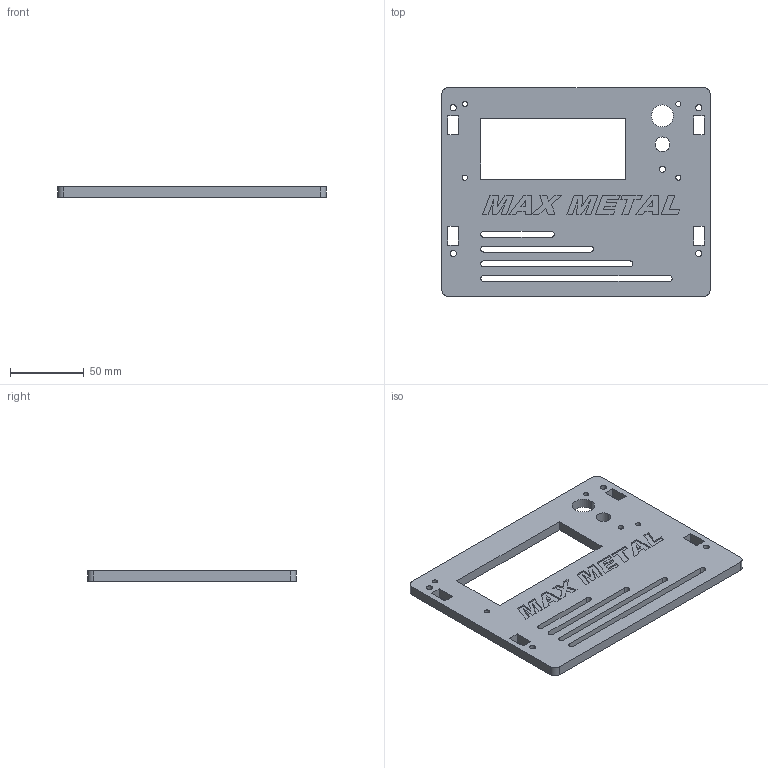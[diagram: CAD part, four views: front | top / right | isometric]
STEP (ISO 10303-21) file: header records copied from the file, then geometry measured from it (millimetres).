
FILE_DESCRIPTION (( 'STEP AP214' ), '1' );
FILE_NAME ('ReprapDiscount Plate.STEP', '2015-04-25T23:18:32', ( '' ), ( '' ), 'SwSTEP 2.0', 'SolidWorks 2013', '' );
FILE_SCHEMA (( 'AUTOMOTIVE_DESIGN' ));
Length unit declared in the file: millimetre
Products named in the file (1): ReprapDiscount Plate
Bounding box: 182 x 141.5 x 6.8 mm (x, y, z)
Volume: 131935.3 mm3; surface area: 53339.9 mm2
Topology: 1 solids, 1 shells, 172 faces, 480 edges, 320 vertices
Faces by surface type: plane 130, cylinder 42
Entity records: 6636 total; most frequent: CARTESIAN_POINT 973, ORIENTED_EDGE 960, DIRECTION 910, EDGE_CURVE 480, VECTOR 396, LINE 396, VERTEX_POINT 320, AXIS2_PLACEMENT_3D 257
